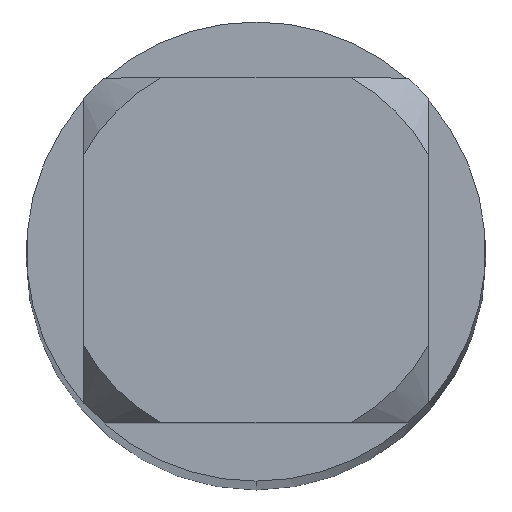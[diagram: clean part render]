
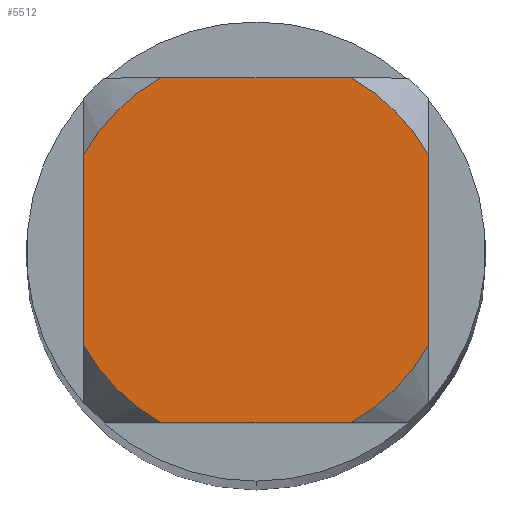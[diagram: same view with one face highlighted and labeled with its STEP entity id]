
A CAD part, top view. The second image highlights one B-rep face of the part: STEP entity #5512.
In plain terms, the highlighted planar face has unit normal (0, 0, 1).
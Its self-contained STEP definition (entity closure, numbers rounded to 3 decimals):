
#2740=EDGE_CURVE('',#3050,#6476,#7293,.T.);
#2776=EDGE_CURVE('',#3322,#4920,#7331,.T.);
#2826=VERTEX_POINT('',#7383);
#3050=VERTEX_POINT('',#7627);
#3322=VERTEX_POINT('',#7927);
#4334=EDGE_CURVE('',#3322,#2826,#9014,.T.);
#4434=VERTEX_POINT('',#9124);
#4702=EDGE_CURVE('',#4434,#4920,#9416,.T.);
#4708=VERTEX_POINT('',#9422);
#4878=EDGE_CURVE('',#5182,#6476,#9608,.T.);
#4920=VERTEX_POINT('',#9652);
#5182=VERTEX_POINT('',#9942);
#5192=EDGE_CURVE('',#5182,#2826,#9953,.T.);
#5512=ADVANCED_FACE('',(#10302),#10303,.T.);
#5636=EDGE_CURVE('',#4434,#4708,#10441,.T.);
#5792=EDGE_CURVE('',#3050,#4708,#10612,.T.);
#6476=VERTEX_POINT('',#11352);
#7293=LINE('',#12523,#12524);
#7331=LINE('',#12579,#12580);
#7383=CARTESIAN_POINT('',(-1.05,-0.581,0.0));
#7627=CARTESIAN_POINT('',(0.581,1.05,0.0));
#7927=CARTESIAN_POINT('',(-0.581,-1.05,0.0));
#9014=CIRCLE('',#15457,1.2);
#9124=CARTESIAN_POINT('',(1.05,-0.581,0.0));
#9416=CIRCLE('',#16059,1.2);
#9422=CARTESIAN_POINT('',(1.05,0.581,0.0));
#9608=CIRCLE('',#16390,1.2);
#9652=CARTESIAN_POINT('',(0.581,-1.05,0.0));
#9942=CARTESIAN_POINT('',(-1.05,0.581,0.0));
#9953=LINE('',#16916,#16917);
#10302=FACE_OUTER_BOUND('',#17540,.T.);
#10303=PLANE('',#17541);
#10441=LINE('',#17783,#17784);
#10612=CIRCLE('',#18077,1.2);
#11352=CARTESIAN_POINT('',(-0.581,1.05,0.0));
#12523=CARTESIAN_POINT('',(0.0,1.05,0.0));
#12524=VECTOR('',#20402,1.0);
#12579=CARTESIAN_POINT('',(0.0,-1.05,0.0));
#12580=VECTOR('',#20434,1.0);
#15457=AXIS2_PLACEMENT_3D('',#22252,#22253,#22254);
#16059=AXIS2_PLACEMENT_3D('',#22669,#22670,#22671);
#16390=AXIS2_PLACEMENT_3D('',#22873,#22874,#22875);
#16916=CARTESIAN_POINT('',(-1.05,0.3,0.0));
#16917=VECTOR('',#23232,1.0);
#17540=EDGE_LOOP('',(#23595,#23596,#23597,#23598,#23599,#23600,#23601,#23602));
#17541=AXIS2_PLACEMENT_3D('',#23603,#23604,#23605);
#17783=CARTESIAN_POINT('',(1.05,0.3,0.0));
#17784=VECTOR('',#23919,1.0);
#18077=AXIS2_PLACEMENT_3D('',#24265,#24266,#24267);
#20402=DIRECTION('',(-1.0,0.0,0.0));
#20434=DIRECTION('',(1.0,0.0,0.0));
#22252=CARTESIAN_POINT('',(0.0,0.0,0.0));
#22253=DIRECTION('',(0.0,0.0,-1.0));
#22254=DIRECTION('',(0.0,1.0,0.0));
#22669=CARTESIAN_POINT('',(0.0,0.0,0.0));
#22670=DIRECTION('',(0.0,0.0,-1.0));
#22671=DIRECTION('',(0.0,1.0,0.0));
#22873=CARTESIAN_POINT('',(0.0,0.0,0.0));
#22874=DIRECTION('',(0.0,0.0,-1.0));
#22875=DIRECTION('',(0.0,1.0,0.0));
#23232=DIRECTION('',(-0.0,-1.0,0.0));
#23595=ORIENTED_EDGE('',*,*,#5192,.T.);
#23596=ORIENTED_EDGE('',*,*,#4334,.F.);
#23597=ORIENTED_EDGE('',*,*,#2776,.T.);
#23598=ORIENTED_EDGE('',*,*,#4702,.F.);
#23599=ORIENTED_EDGE('',*,*,#5636,.T.);
#23600=ORIENTED_EDGE('',*,*,#5792,.F.);
#23601=ORIENTED_EDGE('',*,*,#2740,.T.);
#23602=ORIENTED_EDGE('',*,*,#4878,.F.);
#23603=CARTESIAN_POINT('',(0.0,0.6,0.0));
#23604=DIRECTION('',(-0.0,0.0,1.0));
#23605=DIRECTION('',(0.0,-1.0,0.0));
#23919=DIRECTION('',(-0.0,1.0,0.0));
#24265=CARTESIAN_POINT('',(0.0,0.0,0.0));
#24266=DIRECTION('',(0.0,0.0,-1.0));
#24267=DIRECTION('',(0.0,1.0,0.0));
